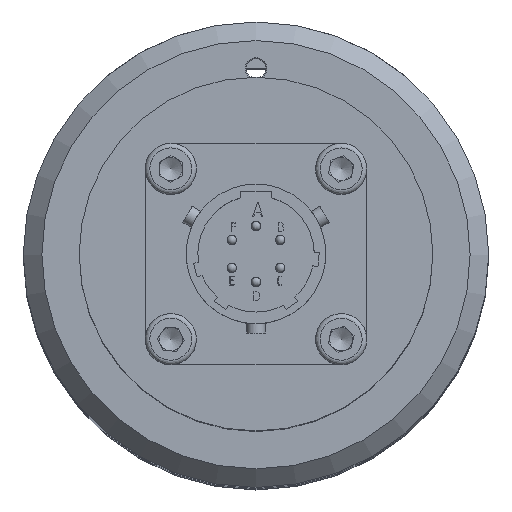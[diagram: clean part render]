
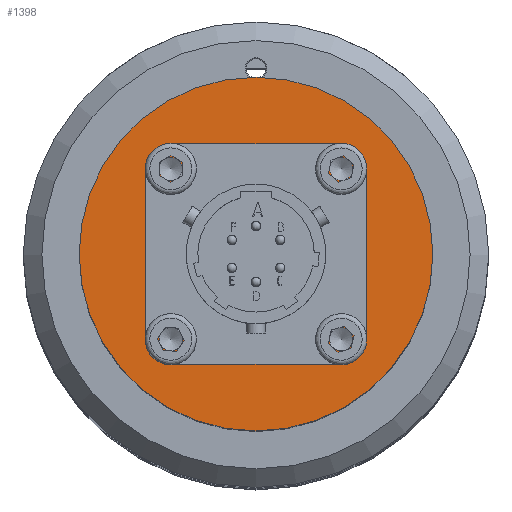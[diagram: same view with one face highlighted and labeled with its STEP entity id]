
A CAD part, top view. The second image highlights one B-rep face of the part: STEP entity #1398.
In plain terms, the highlighted planar face has unit normal (0, 0, 1).
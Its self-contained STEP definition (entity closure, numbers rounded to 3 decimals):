
#45 = ORIENTED_EDGE ( 'NONE', *, *, #2598, .F. ) ;
#202 = CARTESIAN_POINT ( 'NONE',  ( 9.15, 9.15, 37. ) ) ;
#217 = DIRECTION ( 'NONE',  ( 0., 1., 0. ) ) ;
#228 = DIRECTION ( 'NONE',  ( 0., 0., 1. ) ) ;
#246 = EDGE_CURVE ( 'NONE', #1000, #1000, #2425, .T. ) ;
#377 = VERTEX_POINT ( 'NONE', #1597 ) ;
#404 = VERTEX_POINT ( 'NONE', #1319 ) ;
#419 = CARTESIAN_POINT ( 'NONE',  ( -9.15, -7.9, 37. ) ) ;
#462 = AXIS2_PLACEMENT_3D ( 'NONE', #861, #877, #882 ) ;
#466 = CARTESIAN_POINT ( 'NONE',  ( 0., -19., 37. ) ) ;
#494 = DIRECTION ( 'NONE',  ( 0., -1., 0. ) ) ;
#699 = PLANE ( 'NONE',  #1232 ) ;
#762 = DIRECTION ( 'NONE',  ( 0., 0., -1. ) ) ;
#821 = EDGE_CURVE ( 'NONE', #1885, #1885, #1626, .T. ) ;
#861 = CARTESIAN_POINT ( 'NONE',  ( 0., 0., 37. ) ) ;
#870 = EDGE_LOOP ( 'NONE', ( #2890 ) ) ;
#877 = DIRECTION ( 'NONE',  ( 0., 0., -1. ) ) ;
#882 = DIRECTION ( 'NONE',  ( 0., -1., 0. ) ) ;
#920 = FACE_OUTER_BOUND ( 'NONE', #3991, .T. ) ;
#925 = FACE_BOUND ( 'NONE', #962, .T. ) ;
#933 = FACE_BOUND ( 'NONE', #1992, .T. ) ;
#940 = FACE_BOUND ( 'NONE', #4853, .T. ) ;
#950 = FACE_BOUND ( 'NONE', #2350, .T. ) ;
#962 = EDGE_LOOP ( 'NONE', ( #45 ) ) ;
#987 = FACE_BOUND ( 'NONE', #870, .T. ) ;
#1000 = VERTEX_POINT ( 'NONE', #466 ) ;
#1074 = AXIS2_PLACEMENT_3D ( 'NONE', #202, #228, #217 ) ;
#1232 = AXIS2_PLACEMENT_3D ( 'NONE', #2514, #762, #494 ) ;
#1319 = CARTESIAN_POINT ( 'NONE',  ( 0., -9.95, 37. ) ) ;
#1391 = ORIENTED_EDGE ( 'NONE', *, *, #4268, .F. ) ;
#1398 = ADVANCED_FACE ( 'NONE', ( #950, #940, #925, #933, #920, #987 ), #699, .F. ) ;
#1597 = CARTESIAN_POINT ( 'NONE',  ( 9.15, 10.4, 37. ) ) ;
#1626 = CIRCLE ( 'NONE', #4708, 1.25 ) ;
#1837 = DIRECTION ( 'NONE',  ( 0., 0., 1. ) ) ;
#1880 = DIRECTION ( 'NONE',  ( 0., 1., 0. ) ) ;
#1885 = VERTEX_POINT ( 'NONE', #4618 ) ;
#1992 = EDGE_LOOP ( 'NONE', ( #2428 ) ) ;
#2057 = CARTESIAN_POINT ( 'NONE',  ( -9.15, 9.15, 37. ) ) ;
#2288 = EDGE_CURVE ( 'NONE', #404, #404, #3990, .T. ) ;
#2350 = EDGE_LOOP ( 'NONE', ( #1391 ) ) ;
#2363 = ORIENTED_EDGE ( 'NONE', *, *, #246, .F. ) ;
#2379 = VERTEX_POINT ( 'NONE', #2679 ) ;
#2425 = CIRCLE ( 'NONE', #3171, 19. ) ;
#2428 = ORIENTED_EDGE ( 'NONE', *, *, #821, .F. ) ;
#2514 = CARTESIAN_POINT ( 'NONE',  ( -19., 0., 37. ) ) ;
#2598 = EDGE_CURVE ( 'NONE', #377, #377, #3724, .T. ) ;
#2628 = AXIS2_PLACEMENT_3D ( 'NONE', #2057, #1837, #1880 ) ;
#2658 = CIRCLE ( 'NONE', #4873, 1.25 ) ;
#2679 = CARTESIAN_POINT ( 'NONE',  ( -9.15, 10.4, 37. ) ) ;
#2890 = ORIENTED_EDGE ( 'NONE', *, *, #2288, .T. ) ;
#2960 = CARTESIAN_POINT ( 'NONE',  ( 9.15, -9.15, 37. ) ) ;
#3000 = DIRECTION ( 'NONE',  ( 0., 0., 1. ) ) ;
#3041 = CIRCLE ( 'NONE', #2628, 1.25 ) ;
#3119 = DIRECTION ( 'NONE',  ( 0., -1., 0. ) ) ;
#3134 = DIRECTION ( 'NONE',  ( 0., 0., -1. ) ) ;
#3143 = CARTESIAN_POINT ( 'NONE',  ( 0., 0., 37. ) ) ;
#3171 = AXIS2_PLACEMENT_3D ( 'NONE', #3143, #3134, #3119 ) ;
#3488 = DIRECTION ( 'NONE',  ( 0., 1., 0. ) ) ;
#3494 = DIRECTION ( 'NONE',  ( 0., 1., 0. ) ) ;
#3564 = EDGE_CURVE ( 'NONE', #2379, #2379, #3041, .T. ) ;
#3724 = CIRCLE ( 'NONE', #1074, 1.25 ) ;
#3855 = CARTESIAN_POINT ( 'NONE',  ( -9.15, -9.15, 37. ) ) ;
#3912 = DIRECTION ( 'NONE',  ( 0., 0., 1. ) ) ;
#3990 = CIRCLE ( 'NONE', #462, 9.95 ) ;
#3991 = EDGE_LOOP ( 'NONE', ( #2363 ) ) ;
#4198 = VERTEX_POINT ( 'NONE', #419 ) ;
#4239 = ORIENTED_EDGE ( 'NONE', *, *, #3564, .F. ) ;
#4268 = EDGE_CURVE ( 'NONE', #4198, #4198, #2658, .T. ) ;
#4618 = CARTESIAN_POINT ( 'NONE',  ( 9.15, -7.9, 37. ) ) ;
#4708 = AXIS2_PLACEMENT_3D ( 'NONE', #2960, #3000, #3494 ) ;
#4853 = EDGE_LOOP ( 'NONE', ( #4239 ) ) ;
#4873 = AXIS2_PLACEMENT_3D ( 'NONE', #3855, #3912, #3488 ) ;
